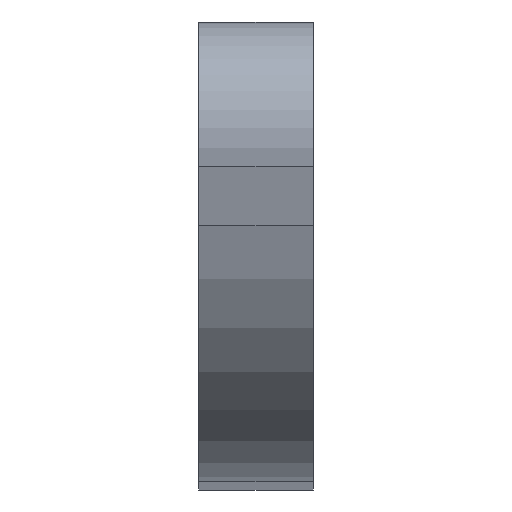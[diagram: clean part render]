
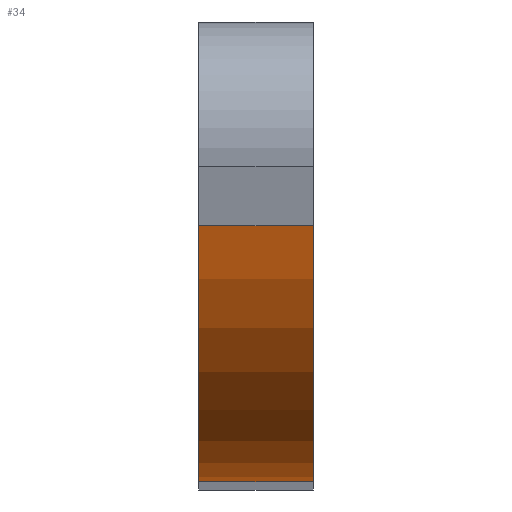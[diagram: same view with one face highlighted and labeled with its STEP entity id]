
A CAD part, top view. The second image highlights one B-rep face of the part: STEP entity #34.
In plain terms, the highlighted cylindrical face has radius 15 mm (diameter 30 mm), a partial arc.
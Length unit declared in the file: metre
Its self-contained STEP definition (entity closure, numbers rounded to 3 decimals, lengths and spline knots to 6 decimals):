
#34 = ADVANCED_FACE( '', ( #71 ), #72, .T. );
#71 = FACE_OUTER_BOUND( '', #114, .T. );
#72 = CYLINDRICAL_SURFACE( '', #115, 0.015 );
#114 = EDGE_LOOP( '', ( #151, #152, #153, #154 ) );
#115 = AXIS2_PLACEMENT_3D( '', #155, #156, #157 );
#151 = ORIENTED_EDGE( '', *, *, #235, .F. );
#152 = ORIENTED_EDGE( '', *, *, #236, .F. );
#153 = ORIENTED_EDGE( '', *, *, #237, .F. );
#154 = ORIENTED_EDGE( '', *, *, #238, .F. );
#155 = CARTESIAN_POINT( '', ( -0.1, 0.04, 0.213131 ) );
#156 = DIRECTION( '', ( 1., 0., 0. ) );
#157 = DIRECTION( '', ( 0., 0., 1. ) );
#235 = EDGE_CURVE( '', #267, #268, #269, .T. );
#236 = EDGE_CURVE( '', #270, #267, #271, .F. );
#237 = EDGE_CURVE( '', #272, #270, #273, .F. );
#238 = EDGE_CURVE( '', #268, #272, #274, .T. );
#267 = VERTEX_POINT( '', #315 );
#268 = VERTEX_POINT( '', #316 );
#269 = CIRCLE( '', #317, 0.015 );
#270 = VERTEX_POINT( '', #318 );
#271 = LINE( '', #319, #320 );
#272 = VERTEX_POINT( '', #321 );
#273 = CIRCLE( '', #322, 0.015 );
#274 = LINE( '', #323, #324 );
#315 = CARTESIAN_POINT( '', ( -0.1, 0.025, 0.213131 ) );
#316 = CARTESIAN_POINT( '', ( -0.1, 0.036118, 0.22762 ) );
#317 = AXIS2_PLACEMENT_3D( '', #376, #377, #378 );
#318 = CARTESIAN_POINT( '', ( -0.095, 0.025, 0.213131 ) );
#319 = CARTESIAN_POINT( '', ( -0.1, 0.025, 0.213131 ) );
#320 = VECTOR( '', #379, 1. );
#321 = CARTESIAN_POINT( '', ( -0.095, 0.036118, 0.22762 ) );
#322 = AXIS2_PLACEMENT_3D( '', #380, #381, #382 );
#323 = CARTESIAN_POINT( '', ( -0.095, 0.036118, 0.22762 ) );
#324 = VECTOR( '', #383, 1. );
#376 = CARTESIAN_POINT( '', ( -0.1, 0.04, 0.213131 ) );
#377 = DIRECTION( '', ( -1., 0., 0. ) );
#378 = DIRECTION( '', ( 0., 0., 1. ) );
#379 = DIRECTION( '', ( 1., 0., 0. ) );
#380 = CARTESIAN_POINT( '', ( -0.095, 0.04, 0.213131 ) );
#381 = DIRECTION( '', ( -1., 0., 0. ) );
#382 = DIRECTION( '', ( 0., 0., 1. ) );
#383 = DIRECTION( '', ( 1., 0., 0. ) );
